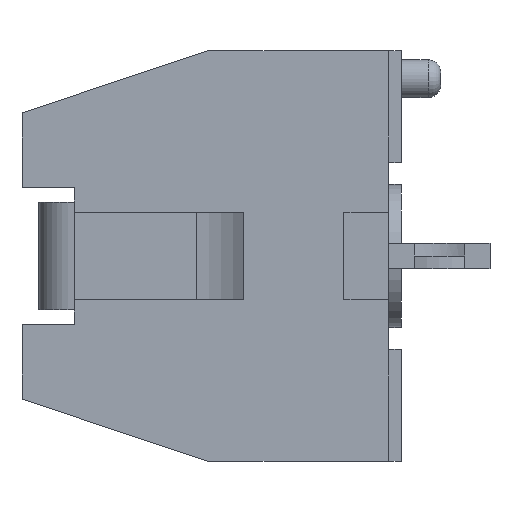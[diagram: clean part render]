
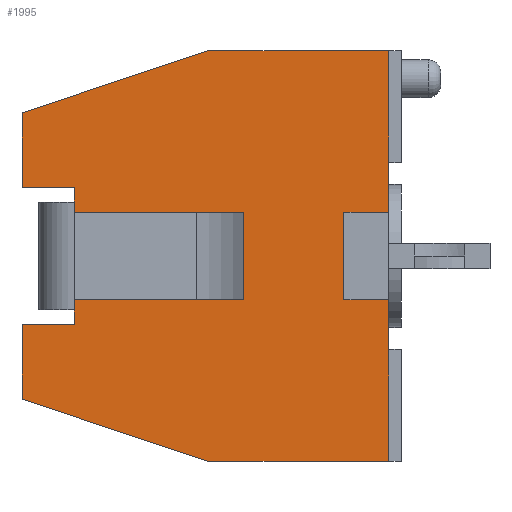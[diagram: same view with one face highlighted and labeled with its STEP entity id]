
A CAD part, left-side view. The second image highlights one B-rep face of the part: STEP entity #1995.
In plain terms, the highlighted planar face has unit normal (-1, 0, 0).
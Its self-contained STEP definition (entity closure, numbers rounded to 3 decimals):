
#6 = CARTESIAN_POINT ( 'NONE',  ( -16.965, 0., 8.255 ) ) ;
#72 = VECTOR ( 'NONE', #4592, 1000. ) ;
#107 = VECTOR ( 'NONE', #6716, 1000. ) ;
#119 = CARTESIAN_POINT ( 'NONE',  ( -16.965, 14.73, 5.755 ) ) ;
#224 = CARTESIAN_POINT ( 'NONE',  ( -16.965, 0., -1.75 ) ) ;
#236 = EDGE_CURVE ( 'NONE', #591, #6547, #2226, .T. ) ;
#260 = VERTEX_POINT ( 'NONE', #1574 ) ;
#352 = ORIENTED_EDGE ( 'NONE', *, *, #6611, .F. ) ;
#523 = EDGE_CURVE ( 'NONE', #3584, #5890, #1232, .T. ) ;
#534 = DIRECTION ( 'NONE',  ( 0., 0., -1. ) ) ;
#591 = VERTEX_POINT ( 'NONE', #2155 ) ;
#654 = CARTESIAN_POINT ( 'NONE',  ( -16.965, 1.8, 1.75 ) ) ;
#664 = CARTESIAN_POINT ( 'NONE',  ( -16.965, 14.73, 2.75 ) ) ;
#678 = EDGE_CURVE ( 'NONE', #260, #6547, #6365, .T. ) ;
#784 = VERTEX_POINT ( 'NONE', #4346 ) ;
#815 = LINE ( 'NONE', #6782, #72 ) ;
#889 = VECTOR ( 'NONE', #2930, 1000. ) ;
#951 = FACE_OUTER_BOUND ( 'NONE', #3528, .T. ) ;
#1048 = LINE ( 'NONE', #5943, #4475 ) ;
#1055 = CARTESIAN_POINT ( 'NONE',  ( -16.965, 14.73, 5.755 ) ) ;
#1059 = VECTOR ( 'NONE', #4196, 1000. ) ;
#1109 = DIRECTION ( 'NONE',  ( 0., 0., 1. ) ) ;
#1162 = EDGE_CURVE ( 'NONE', #5868, #3214, #3349, .T. ) ;
#1176 = EDGE_CURVE ( 'NONE', #6219, #2450, #1048, .T. ) ;
#1177 = LINE ( 'NONE', #5532, #6821 ) ;
#1181 = DIRECTION ( 'NONE',  ( 0., 0., 1. ) ) ;
#1187 = CARTESIAN_POINT ( 'NONE',  ( -16.965, 12.64, 0. ) ) ;
#1200 = ORIENTED_EDGE ( 'NONE', *, *, #5844, .T. ) ;
#1201 = CARTESIAN_POINT ( 'NONE',  ( -16.965, 0., 1.75 ) ) ;
#1232 = LINE ( 'NONE', #5307, #6791 ) ;
#1289 = ORIENTED_EDGE ( 'NONE', *, *, #523, .T. ) ;
#1304 = CARTESIAN_POINT ( 'NONE',  ( -16.965, 12.64, 0. ) ) ;
#1326 = CARTESIAN_POINT ( 'NONE',  ( -16.965, 14.73, -2.75 ) ) ;
#1337 = CARTESIAN_POINT ( 'NONE',  ( -16.965, 12.64, -1.75 ) ) ;
#1389 = LINE ( 'NONE', #1187, #3961 ) ;
#1517 = VECTOR ( 'NONE', #534, 1000. ) ;
#1518 = ORIENTED_EDGE ( 'NONE', *, *, #6242, .T. ) ;
#1574 = CARTESIAN_POINT ( 'NONE',  ( -16.965, 7.23, 8.255 ) ) ;
#1608 = LINE ( 'NONE', #5950, #1517 ) ;
#1729 = ORIENTED_EDGE ( 'NONE', *, *, #1176, .F. ) ;
#1793 = CARTESIAN_POINT ( 'NONE',  ( -16.965, 14.73, 8.255 ) ) ;
#1881 = DIRECTION ( 'NONE',  ( 0., -1., 0. ) ) ;
#1960 = VERTEX_POINT ( 'NONE', #2281 ) ;
#1995 = ADVANCED_FACE ( 'NONE', ( #951 ), #2326, .F. ) ;
#2039 = DIRECTION ( 'NONE',  ( 0., 0., 1. ) ) ;
#2067 = VERTEX_POINT ( 'NONE', #2619 ) ;
#2155 = CARTESIAN_POINT ( 'NONE',  ( -16.965, 0., 1.75 ) ) ;
#2226 = LINE ( 'NONE', #5314, #5220 ) ;
#2281 = CARTESIAN_POINT ( 'NONE',  ( -16.965, 5.84, -1.75 ) ) ;
#2326 = PLANE ( 'NONE',  #2359 ) ;
#2359 = AXIS2_PLACEMENT_3D ( 'NONE', #1793, #6187, #2378 ) ;
#2378 = DIRECTION ( 'NONE',  ( 0., 0., -1. ) ) ;
#2388 = CARTESIAN_POINT ( 'NONE',  ( -16.965, 14.73, 8.255 ) ) ;
#2437 = EDGE_CURVE ( 'NONE', #5890, #1960, #1608, .T. ) ;
#2450 = VERTEX_POINT ( 'NONE', #119 ) ;
#2496 = VECTOR ( 'NONE', #3094, 1000. ) ;
#2609 = DIRECTION ( 'NONE',  ( 0., -0.949, -0.316 ) ) ;
#2619 = CARTESIAN_POINT ( 'NONE',  ( -16.965, 1.8, -1.75 ) ) ;
#2813 = EDGE_CURVE ( 'NONE', #5023, #591, #5715, .T. ) ;
#2869 = EDGE_CURVE ( 'NONE', #784, #2067, #4774, .T. ) ;
#2930 = DIRECTION ( 'NONE',  ( 0., -1., 0. ) ) ;
#2990 = ORIENTED_EDGE ( 'NONE', *, *, #678, .F. ) ;
#3094 = DIRECTION ( 'NONE',  ( 0., -1., 0. ) ) ;
#3124 = ORIENTED_EDGE ( 'NONE', *, *, #2437, .T. ) ;
#3214 = VERTEX_POINT ( 'NONE', #4083 ) ;
#3226 = EDGE_CURVE ( 'NONE', #6219, #5826, #4673, .T. ) ;
#3260 = DIRECTION ( 'NONE',  ( 0., 0., 1. ) ) ;
#3270 = VERTEX_POINT ( 'NONE', #1337 ) ;
#3349 = LINE ( 'NONE', #6359, #2496 ) ;
#3378 = LINE ( 'NONE', #5351, #5253 ) ;
#3450 = ORIENTED_EDGE ( 'NONE', *, *, #2813, .T. ) ;
#3460 = ORIENTED_EDGE ( 'NONE', *, *, #1162, .T. ) ;
#3528 = EDGE_LOOP ( 'NONE', ( #3450, #3549, #2990, #4771, #1729, #6875, #352, #1289, #3124, #4548, #4478, #4609, #3652, #1200, #3460, #3993, #5888, #1518 ) ) ;
#3549 = ORIENTED_EDGE ( 'NONE', *, *, #236, .T. ) ;
#3562 = CARTESIAN_POINT ( 'NONE',  ( -16.965, 0., 2.75 ) ) ;
#3584 = VERTEX_POINT ( 'NONE', #5131 ) ;
#3596 = EDGE_CURVE ( 'NONE', #4445, #3270, #5454, .T. ) ;
#3599 = VERTEX_POINT ( 'NONE', #1326 ) ;
#3652 = ORIENTED_EDGE ( 'NONE', *, *, #4451, .F. ) ;
#3656 = CARTESIAN_POINT ( 'NONE',  ( -16.965, 5.84, 1.75 ) ) ;
#3671 = CARTESIAN_POINT ( 'NONE',  ( -16.965, 12.64, -1.75 ) ) ;
#3682 = DIRECTION ( 'NONE',  ( 0., -1., 0. ) ) ;
#3706 = CARTESIAN_POINT ( 'NONE',  ( -16.965, 7.23, -8.255 ) ) ;
#3846 = EDGE_CURVE ( 'NONE', #3599, #4445, #5630, .T. ) ;
#3961 = VECTOR ( 'NONE', #3260, 1000. ) ;
#3993 = ORIENTED_EDGE ( 'NONE', *, *, #4330, .T. ) ;
#4083 = CARTESIAN_POINT ( 'NONE',  ( -16.965, 0., -8.255 ) ) ;
#4103 = DIRECTION ( 'NONE',  ( 0., -1., 0. ) ) ;
#4129 = CARTESIAN_POINT ( 'NONE',  ( -16.965, 12.64, 2.75 ) ) ;
#4176 = VECTOR ( 'NONE', #4103, 1000. ) ;
#4196 = DIRECTION ( 'NONE',  ( 0., -1., 0. ) ) ;
#4330 = EDGE_CURVE ( 'NONE', #3214, #784, #5535, .T. ) ;
#4346 = CARTESIAN_POINT ( 'NONE',  ( -16.965, 0., -1.75 ) ) ;
#4347 = VECTOR ( 'NONE', #1881, 1000. ) ;
#4358 = VERTEX_POINT ( 'NONE', #6607 ) ;
#4445 = VERTEX_POINT ( 'NONE', #6148 ) ;
#4451 = EDGE_CURVE ( 'NONE', #4358, #3599, #1177, .T. ) ;
#4475 = VECTOR ( 'NONE', #1109, 1000. ) ;
#4478 = ORIENTED_EDGE ( 'NONE', *, *, #3596, .F. ) ;
#4525 = DIRECTION ( 'NONE',  ( 0., -1., 0. ) ) ;
#4548 = ORIENTED_EDGE ( 'NONE', *, *, #6436, .F. ) ;
#4592 = DIRECTION ( 'NONE',  ( 0., 0., 1. ) ) ;
#4609 = ORIENTED_EDGE ( 'NONE', *, *, #3846, .F. ) ;
#4673 = LINE ( 'NONE', #3562, #4347 ) ;
#4712 = LINE ( 'NONE', #1055, #5629 ) ;
#4771 = ORIENTED_EDGE ( 'NONE', *, *, #6079, .T. ) ;
#4774 = LINE ( 'NONE', #224, #5548 ) ;
#5023 = VERTEX_POINT ( 'NONE', #654 ) ;
#5074 = LINE ( 'NONE', #3671, #1059 ) ;
#5088 = DIRECTION ( 'NONE',  ( 0., 0.949, -0.316 ) ) ;
#5131 = CARTESIAN_POINT ( 'NONE',  ( -16.965, 12.64, 1.75 ) ) ;
#5220 = VECTOR ( 'NONE', #2039, 1000. ) ;
#5253 = VECTOR ( 'NONE', #2609, 1000. ) ;
#5307 = CARTESIAN_POINT ( 'NONE',  ( -16.965, 12.64, 1.75 ) ) ;
#5314 = CARTESIAN_POINT ( 'NONE',  ( -16.965, 0., 8.255 ) ) ;
#5351 = CARTESIAN_POINT ( 'NONE',  ( -16.965, 14.73, -5.755 ) ) ;
#5372 = VECTOR ( 'NONE', #4525, 1000. ) ;
#5444 = VECTOR ( 'NONE', #1181, 1000. ) ;
#5454 = LINE ( 'NONE', #1304, #107 ) ;
#5532 = CARTESIAN_POINT ( 'NONE',  ( -16.965, 14.73, 8.255 ) ) ;
#5535 = LINE ( 'NONE', #6704, #5444 ) ;
#5548 = VECTOR ( 'NONE', #6386, 1000. ) ;
#5629 = VECTOR ( 'NONE', #5088, 1000. ) ;
#5630 = LINE ( 'NONE', #6865, #4176 ) ;
#5715 = LINE ( 'NONE', #1201, #5372 ) ;
#5826 = VERTEX_POINT ( 'NONE', #4129 ) ;
#5844 = EDGE_CURVE ( 'NONE', #4358, #5868, #3378, .T. ) ;
#5868 = VERTEX_POINT ( 'NONE', #3706 ) ;
#5888 = ORIENTED_EDGE ( 'NONE', *, *, #2869, .T. ) ;
#5890 = VERTEX_POINT ( 'NONE', #3656 ) ;
#5943 = CARTESIAN_POINT ( 'NONE',  ( -16.965, 14.73, 8.255 ) ) ;
#5950 = CARTESIAN_POINT ( 'NONE',  ( -16.965, 5.84, 0. ) ) ;
#6079 = EDGE_CURVE ( 'NONE', #260, #2450, #4712, .T. ) ;
#6092 = DIRECTION ( 'NONE',  ( 0., 0., 1. ) ) ;
#6148 = CARTESIAN_POINT ( 'NONE',  ( -16.965, 12.64, -2.75 ) ) ;
#6187 = DIRECTION ( 'NONE',  ( 1., 0., 0. ) ) ;
#6219 = VERTEX_POINT ( 'NONE', #664 ) ;
#6242 = EDGE_CURVE ( 'NONE', #2067, #5023, #815, .T. ) ;
#6359 = CARTESIAN_POINT ( 'NONE',  ( -16.965, 14.73, -8.255 ) ) ;
#6365 = LINE ( 'NONE', #2388, #889 ) ;
#6386 = DIRECTION ( 'NONE',  ( 0., 1., 0. ) ) ;
#6436 = EDGE_CURVE ( 'NONE', #3270, #1960, #5074, .T. ) ;
#6547 = VERTEX_POINT ( 'NONE', #6 ) ;
#6607 = CARTESIAN_POINT ( 'NONE',  ( -16.965, 14.73, -5.755 ) ) ;
#6611 = EDGE_CURVE ( 'NONE', #3584, #5826, #1389, .T. ) ;
#6704 = CARTESIAN_POINT ( 'NONE',  ( -16.965, 0., 8.255 ) ) ;
#6716 = DIRECTION ( 'NONE',  ( 0., 0., 1. ) ) ;
#6782 = CARTESIAN_POINT ( 'NONE',  ( -16.965, 1.8, 1.75 ) ) ;
#6791 = VECTOR ( 'NONE', #3682, 1000. ) ;
#6821 = VECTOR ( 'NONE', #6092, 1000. ) ;
#6865 = CARTESIAN_POINT ( 'NONE',  ( -16.965, 0., -2.75 ) ) ;
#6875 = ORIENTED_EDGE ( 'NONE', *, *, #3226, .T. ) ;
